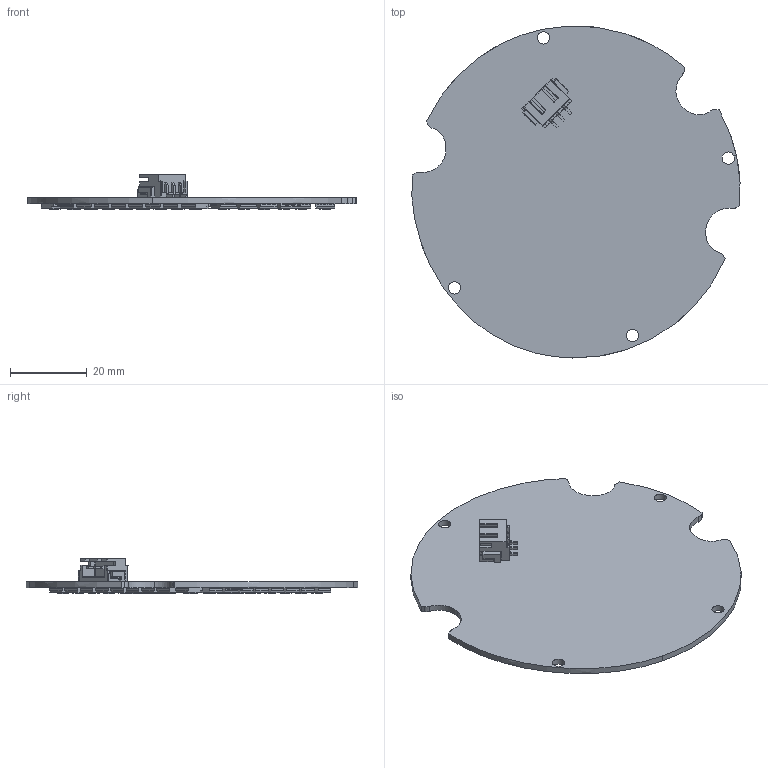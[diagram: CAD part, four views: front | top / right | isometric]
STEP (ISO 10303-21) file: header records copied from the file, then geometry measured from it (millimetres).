
FILE_DESCRIPTION(('KiCad electronic assembly'),'2;1');
FILE_NAME('Protogen_PCB_right.step','2022-10-16T15:34:33',('Pcbnew'),( 'Kicad'),'Open CASCADE STEP processor 7.5','KiCad to STEP converter' ,'Unknown');
FILE_SCHEMA(('AUTOMOTIVE_DESIGN { 1 0 10303 214 1 1 1 1 }'));
Length unit declared in the file: millimetre
Products named in the file (8): Protogen_PCB_right 1; JST_-_S3B-XH-SM4-TB(LF)(SN); COMPOUND; 5050 led; R_0603_1608Metric; SOLID; Protogen_PCB_right PCB
Assembly tree (113 placements, depth 3):
  Protogen_PCB_right 1
    JST_-_S3B-XH-SM4-TB(LF)(SN)
      COMPOUND
    5050 led  x27
      COMPOUND
    R_0603_1608Metric  x81
      SOLID
    Protogen_PCB_right PCB
Bounding box: 85.49 x 86.52 x 9.19 mm (x, y, z)
Volume: 10208.8 mm3; surface area: 16578.5 mm2
Topology: 307 solids, 307 shells, 4688 faces, 11361 edges, 7341 vertices
Faces by surface type: bspline 4659, extrusion 23, cylinder 4, plane 2
Full cylindrical faces by diameter (mm): 3.2 x4
Entity records: 33799 total; most frequent: CARTESIAN_POINT 15066, B_SPLINE_CURVE_WITH_KNOTS 3352, ORIENTED_EDGE 2690, PCURVE 2690, DEFINITIONAL_REPRESENTATION 2690, EDGE_CURVE 1345, SURFACE_CURVE 1338, VERTEX_POINT 779
